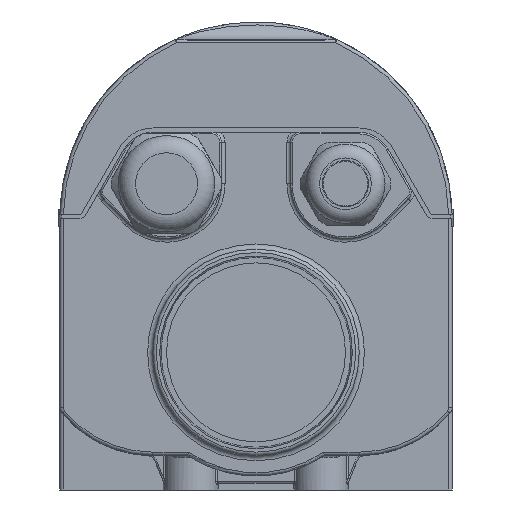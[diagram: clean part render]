
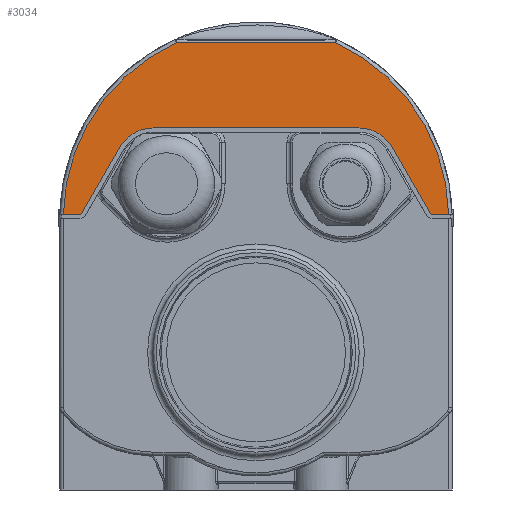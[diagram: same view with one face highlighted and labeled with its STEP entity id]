
A CAD part, left-side view. The second image highlights one B-rep face of the part: STEP entity #3034.
In plain terms, the highlighted planar face has unit normal (-1, 0, 0).
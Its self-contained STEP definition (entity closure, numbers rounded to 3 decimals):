
#3034 = ADVANCED_FACE( '', ( #6712 ), #6713, .T. );
#6712 = FACE_OUTER_BOUND( '', #18705, .T. );
#6713 = PLANE( '', #18706 );
#18705 = EDGE_LOOP( '', ( #32903, #32904, #32905, #32906, #32907, #32908, #32909, #32910, #32911, #32912, #32913, #32914 ) );
#18706 = AXIS2_PLACEMENT_3D( '', #32915, #32916, #32917 );
#32903 = ORIENTED_EDGE( '', *, *, #41842, .F. );
#32904 = ORIENTED_EDGE( '', *, *, #42131, .F. );
#32905 = ORIENTED_EDGE( '', *, *, #42132, .F. );
#32906 = ORIENTED_EDGE( '', *, *, #42133, .F. );
#32907 = ORIENTED_EDGE( '', *, *, #42134, .F. );
#32908 = ORIENTED_EDGE( '', *, *, #41610, .F. );
#32909 = ORIENTED_EDGE( '', *, *, #40454, .F. );
#32910 = ORIENTED_EDGE( '', *, *, #41665, .F. );
#32911 = ORIENTED_EDGE( '', *, *, #40189, .F. );
#32912 = ORIENTED_EDGE( '', *, *, #42135, .F. );
#32913 = ORIENTED_EDGE( '', *, *, #40486, .F. );
#32914 = ORIENTED_EDGE( '', *, *, #41992, .F. );
#32915 = CARTESIAN_POINT( '', ( -165.5, 0., 0. ) );
#32916 = DIRECTION( '', ( -1., 0., 0. ) );
#32917 = DIRECTION( '', ( 0., 0., 1. ) );
#40189 = EDGE_CURVE( '', #46272, #46274, #46275, .T. );
#40454 = EDGE_CURVE( '', #46695, #46696, #46697, .T. );
#40486 = EDGE_CURVE( '', #46744, #46747, #46748, .T. );
#41610 = EDGE_CURVE( '', #46696, #48380, #48381, .T. );
#41665 = EDGE_CURVE( '', #46274, #46695, #48456, .T. );
#41842 = EDGE_CURVE( '', #47819, #48694, #48695, .T. );
#41992 = EDGE_CURVE( '', #48694, #46744, #48902, .T. );
#42131 = EDGE_CURVE( '', #49077, #47819, #49078, .T. );
#42132 = EDGE_CURVE( '', #49079, #49077, #49080, .T. );
#42133 = EDGE_CURVE( '', #49081, #49079, #49082, .T. );
#42134 = EDGE_CURVE( '', #48380, #49081, #49083, .T. );
#42135 = EDGE_CURVE( '', #46747, #46272, #49084, .T. );
#46272 = VERTEX_POINT( '', #56742 );
#46274 = VERTEX_POINT( '', #56745 );
#46275 = LINE( '', #56746, #56747 );
#46695 = VERTEX_POINT( '', #57583 );
#46696 = VERTEX_POINT( '', #57584 );
#46697 = LINE( '', #57585, #57586 );
#46744 = VERTEX_POINT( '', #57687 );
#46747 = VERTEX_POINT( '', #57712 );
#46748 = LINE( '', #57713, #57714 );
#47819 = VERTEX_POINT( '', #59923 );
#48380 = VERTEX_POINT( '', #61203 );
#48381 = CIRCLE( '', #61204, 11. );
#48456 = CIRCLE( '', #61386, 11. );
#48694 = VERTEX_POINT( '', #61803 );
#48695 = LINE( '', #61804, #61805 );
#48902 = CIRCLE( '', #62302, 56. );
#49077 = VERTEX_POINT( '', #62693 );
#49078 = CIRCLE( '', #62694, 56. );
#49079 = VERTEX_POINT( '', #62695 );
#49080 = LINE( '', #62696, #62697 );
#49081 = VERTEX_POINT( '', #62698 );
#49082 = CIRCLE( '', #62699, 1. );
#49083 = LINE( '', #62700, #62701 );
#49084 = CIRCLE( '', #62702, 1. );
#56742 = CARTESIAN_POINT( '', ( -165.5, -50.539, 1.5 ) );
#56745 = CARTESIAN_POINT( '', ( -165.5, -39.454, 20.7 ) );
#56746 = CARTESIAN_POINT( '', ( -165.5, -50.539, 1.5 ) );
#56747 = VECTOR( '', #67925, 1000. );
#57583 = CARTESIAN_POINT( '', ( -165.5, -29.927, 26.2 ) );
#57584 = CARTESIAN_POINT( '', ( -165.5, 29.927, 26.2 ) );
#57585 = CARTESIAN_POINT( '', ( -165.5, -29.927, 26.2 ) );
#57586 = VECTOR( '', #68225, 1000. );
#57687 = CARTESIAN_POINT( '', ( -165.5, -55.991, 1. ) );
#57712 = CARTESIAN_POINT( '', ( -165.5, -51.405, 1. ) );
#57713 = CARTESIAN_POINT( '', ( -165.5, -55.991, 1. ) );
#57714 = VECTOR( '', #68260, 1000. );
#59923 = CARTESIAN_POINT( '', ( -165.5, 23.13, 51. ) );
#61203 = CARTESIAN_POINT( '', ( -165.5, 39.454, 20.7 ) );
#61204 = AXIS2_PLACEMENT_3D( '', #69683, #69684, #69685 );
#61386 = AXIS2_PLACEMENT_3D( '', #69753, #69754, #69755 );
#61803 = CARTESIAN_POINT( '', ( -165.5, -23.13, 51. ) );
#61804 = CARTESIAN_POINT( '', ( -165.5, 23.13, 51. ) );
#61805 = VECTOR( '', #69976, 1000. );
#62302 = AXIS2_PLACEMENT_3D( '', #70173, #70174, #70175 );
#62693 = CARTESIAN_POINT( '', ( -165.5, 55.991, 1. ) );
#62694 = AXIS2_PLACEMENT_3D( '', #70342, #70343, #70344 );
#62695 = CARTESIAN_POINT( '', ( -165.5, 51.405, 1. ) );
#62696 = CARTESIAN_POINT( '', ( -165.5, 51.405, 1. ) );
#62697 = VECTOR( '', #70345, 1000. );
#62698 = CARTESIAN_POINT( '', ( -165.5, 50.539, 1.5 ) );
#62699 = AXIS2_PLACEMENT_3D( '', #70346, #70347, #70348 );
#62700 = CARTESIAN_POINT( '', ( -165.5, 39.454, 20.7 ) );
#62701 = VECTOR( '', #70349, 1000. );
#62702 = AXIS2_PLACEMENT_3D( '', #70350, #70351, #70352 );
#67925 = DIRECTION( '', ( 0., 0.5, 0.866 ) );
#68225 = DIRECTION( '', ( 0., 1., 0. ) );
#68260 = DIRECTION( '', ( 0., 1., 0. ) );
#69683 = CARTESIAN_POINT( '', ( -165.5, 29.927, 15.2 ) );
#69684 = DIRECTION( '', ( -1., 0., 0. ) );
#69685 = DIRECTION( '', ( 0., 0., 1. ) );
#69753 = CARTESIAN_POINT( '', ( -165.5, -29.927, 15.2 ) );
#69754 = DIRECTION( '', ( -1., 0., 0. ) );
#69755 = DIRECTION( '', ( 0., -0.866, 0.5 ) );
#69976 = DIRECTION( '', ( 0., -1., 0. ) );
#70173 = CARTESIAN_POINT( '', ( -165.5, 0., 0. ) );
#70174 = DIRECTION( '', ( 1., 0., 0. ) );
#70175 = DIRECTION( '', ( 0., -0.413, 0.911 ) );
#70342 = CARTESIAN_POINT( '', ( -165.5, 0., 0. ) );
#70343 = DIRECTION( '', ( 1., 0., 0. ) );
#70344 = DIRECTION( '', ( 0., 1., 0.018 ) );
#70345 = DIRECTION( '', ( 0., 1., 0. ) );
#70346 = CARTESIAN_POINT( '', ( -165.5, 51.405, 2. ) );
#70347 = DIRECTION( '', ( 1., 0., 0. ) );
#70348 = DIRECTION( '', ( 0., -0.866, -0.5 ) );
#70349 = DIRECTION( '', ( 0., 0.5, -0.866 ) );
#70350 = CARTESIAN_POINT( '', ( -165.5, -51.405, 2. ) );
#70351 = DIRECTION( '', ( 1., 0., 0. ) );
#70352 = DIRECTION( '', ( 0., 0., -1. ) );
